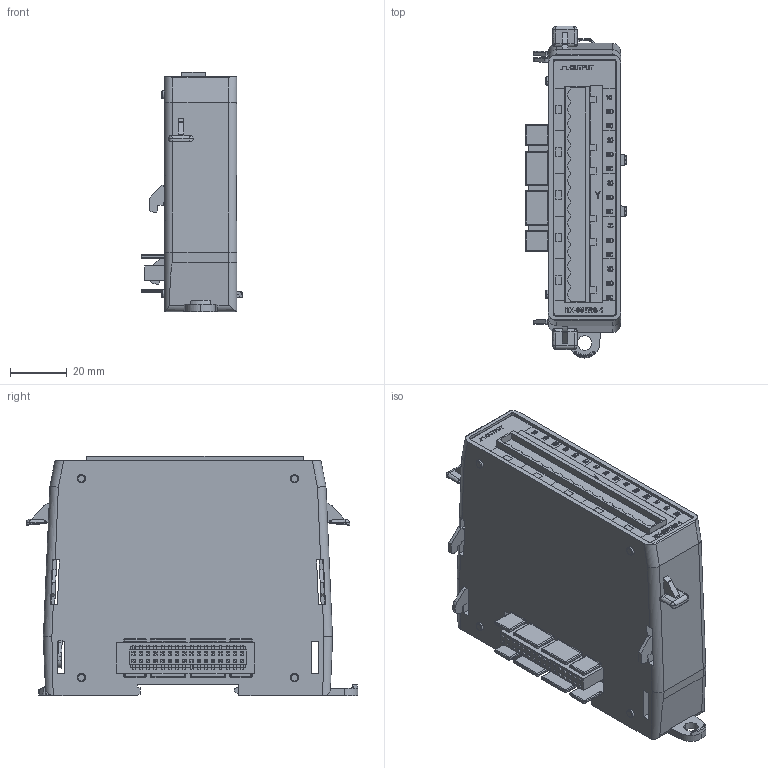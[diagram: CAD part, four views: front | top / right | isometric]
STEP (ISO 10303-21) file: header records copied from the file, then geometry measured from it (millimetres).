
FILE_DESCRIPTION (( 'STEP AP214' ), '1' );
FILE_NAME ('BX-05TRS-1 doo mod 1 comb1 fXT c.STEP', '2020-08-19T16:50:32', ( '' ), ( '' ), 'SwSTEP 2.0', 'SolidWorks 2017', '' );
FILE_SCHEMA (( 'AUTOMOTIVE_DESIGN' ));
Length unit declared in the file: inch
Products named in the file (1): BX-05TRS-1 doo mod 1 comb1 fXT c
Bounding box: 35.57 x 116.5 x 84.09 mm (x, y, z)
Volume: 190032.6 mm3; surface area: 47337.8 mm2
Topology: 10 solids, 19 shells, 3532 faces, 9422 edges, 6047 vertices
Faces by surface type: plane 2641, bspline 420, cylinder 387, torus 41, cone 35, sphere 8
Entity records: 150961 total; most frequent: CARTESIAN_POINT 49461, ORIENTED_EDGE 18816, DIRECTION 14804, EDGE_CURVE 9408, VECTOR 7522, LINE 7522, VERTEX_POINT 6045, EDGE_LOOP 3929
